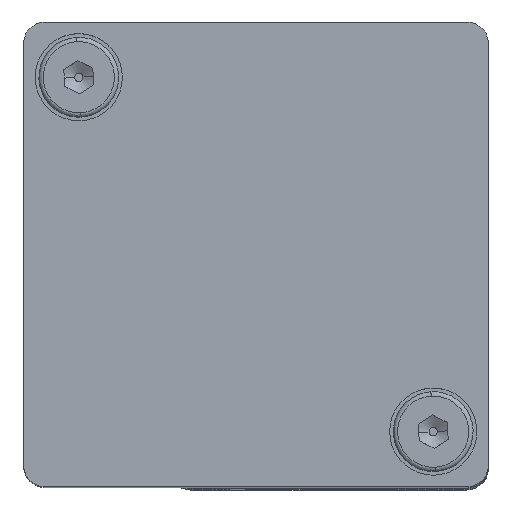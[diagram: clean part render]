
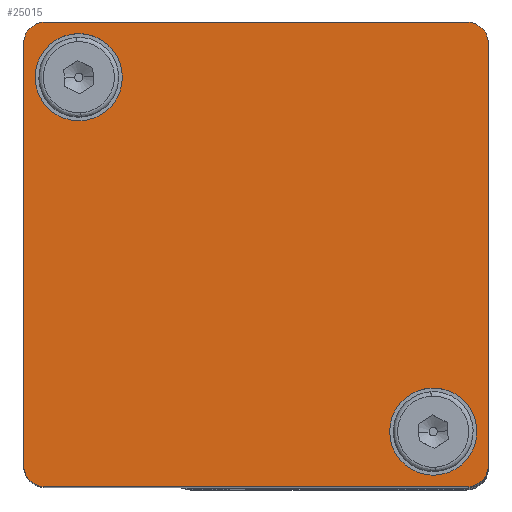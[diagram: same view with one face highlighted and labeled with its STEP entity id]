
A CAD part, top view. The second image highlights one B-rep face of the part: STEP entity #25015.
In plain terms, the highlighted face is planar.
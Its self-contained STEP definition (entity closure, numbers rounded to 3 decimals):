
#19961=CARTESIAN_POINT('',(7.2,24.75,15.2));
#19962=VERTEX_POINT('',#19961);
#19978=CARTESIAN_POINT('',(7.2,24.75,9.2));
#19979=VERTEX_POINT('',#19978);
#19986=CARTESIAN_POINT('',(7.2,24.75,12.2));
#19987=DIRECTION('',(0.0,-1.0,0.0));
#19988=DIRECTION('',(0.0,0.0,1.0));
#19989=AXIS2_PLACEMENT_3D('',#19986,#19987,#19988);
#19990=CIRCLE('',#19989,3.0);
#19991=EDGE_CURVE('',#19962,#19979,#19990,.T.);
#20003=CARTESIAN_POINT('',(-17.2,24.75,-9.2));
#20004=VERTEX_POINT('',#20003);
#20020=CARTESIAN_POINT('',(-17.2,24.75,-15.2));
#20021=VERTEX_POINT('',#20020);
#20028=CARTESIAN_POINT('',(-17.2,24.75,-12.2));
#20029=DIRECTION('',(0.0,-1.0,0.0));
#20030=DIRECTION('',(0.0,0.0,1.0));
#20031=AXIS2_PLACEMENT_3D('',#20028,#20029,#20030);
#20032=CIRCLE('',#20031,3.0);
#20033=EDGE_CURVE('',#20004,#20021,#20032,.T.);
#20045=CARTESIAN_POINT('',(-20.561,24.75,15.561));
#20046=VERTEX_POINT('',#20045);
#20062=CARTESIAN_POINT('',(-19.5,24.75,16.));
#20063=VERTEX_POINT('',#20062);
#20070=CARTESIAN_POINT('',(-19.5,24.75,14.5));
#20071=DIRECTION('',(0.0,-1.,0.0));
#20072=DIRECTION('',(-0.707,0.0,0.707));
#20073=AXIS2_PLACEMENT_3D('',#20070,#20071,#20072);
#20074=CIRCLE('',#20073,1.5);
#20075=EDGE_CURVE('',#20063,#20046,#20074,.T.);
#20087=CARTESIAN_POINT('',(-20.561,24.75,-15.561));
#20088=VERTEX_POINT('',#20087);
#20104=CARTESIAN_POINT('',(-21.0,24.75,-14.5));
#20105=VERTEX_POINT('',#20104);
#20112=CARTESIAN_POINT('',(-19.5,24.75,-14.5));
#20113=DIRECTION('',(0.0,-1.,0.0));
#20114=DIRECTION('',(-0.707,0.0,-0.707));
#20115=AXIS2_PLACEMENT_3D('',#20112,#20113,#20114);
#20116=CIRCLE('',#20115,1.5);
#20117=EDGE_CURVE('',#20105,#20088,#20116,.T.);
#20129=CARTESIAN_POINT('',(10.561,24.75,-15.561));
#20130=VERTEX_POINT('',#20129);
#20146=CARTESIAN_POINT('',(9.5,24.75,-16.0));
#20147=VERTEX_POINT('',#20146);
#20154=CARTESIAN_POINT('',(9.5,24.75,-14.5));
#20155=DIRECTION('',(0.0,-1.0,0.0));
#20156=DIRECTION('',(0.707,0.0,-0.707));
#20157=AXIS2_PLACEMENT_3D('',#20154,#20155,#20156);
#20158=CIRCLE('',#20157,1.5);
#20159=EDGE_CURVE('',#20147,#20130,#20158,.T.);
#20171=CARTESIAN_POINT('',(10.561,24.75,15.561));
#20172=VERTEX_POINT('',#20171);
#20188=CARTESIAN_POINT('',(11.0,24.75,14.5));
#20189=VERTEX_POINT('',#20188);
#20196=CARTESIAN_POINT('',(9.5,24.75,14.5));
#20197=DIRECTION('',(0.0,-1.,0.0));
#20198=DIRECTION('',(0.707,0.0,0.707));
#20199=AXIS2_PLACEMENT_3D('',#20196,#20197,#20198);
#20200=CIRCLE('',#20199,1.5);
#20201=EDGE_CURVE('',#20189,#20172,#20200,.T.);
#24132=CARTESIAN_POINT('',(-19.5,24.75,-16.));
#24133=VERTEX_POINT('',#24132);
#24140=CARTESIAN_POINT('',(-19.5,24.75,-16.));
#24141=DIRECTION('',(1.0,0.0,0.0));
#24142=VECTOR('',#24141,29.0);
#24143=LINE('',#24140,#24142);
#24144=EDGE_CURVE('',#24133,#20147,#24143,.T.);
#24895=CARTESIAN_POINT('',(9.5,24.75,16.));
#24896=VERTEX_POINT('',#24895);
#24897=CARTESIAN_POINT('',(9.5,24.75,14.5));
#24898=DIRECTION('',(0.0,-1.,0.0));
#24899=DIRECTION('',(0.707,0.0,0.707));
#24900=AXIS2_PLACEMENT_3D('',#24897,#24898,#24899);
#24901=CIRCLE('',#24900,1.5);
#24902=EDGE_CURVE('',#20172,#24896,#24901,.T.);
#24928=CARTESIAN_POINT('',(9.5,24.75,16.));
#24929=DIRECTION('',(-1.0,0.0,0.0));
#24930=VECTOR('',#24929,29.0);
#24931=LINE('',#24928,#24930);
#24932=EDGE_CURVE('',#24896,#20063,#24931,.T.);
#24944=CARTESIAN_POINT('',(0.,24.75,0.));
#24945=DIRECTION('',(0.0,1.0,0.0));
#24946=DIRECTION('',(0.0,0.0,1.0));
#24947=AXIS2_PLACEMENT_3D('',#24944,#24945,#24946);
#24948=PLANE('',#24947);
#24949=ORIENTED_EDGE('',*,*,#20201,.F.);
#24950=CARTESIAN_POINT('',(11.0,24.75,-14.5));
#24951=VERTEX_POINT('',#24950);
#24952=CARTESIAN_POINT('',(11.0,24.75,-14.5));
#24953=DIRECTION('',(0.0,0.0,1.0));
#24954=VECTOR('',#24953,29.0);
#24955=LINE('',#24952,#24954);
#24956=EDGE_CURVE('',#24951,#20189,#24955,.T.);
#24957=ORIENTED_EDGE('',*,*,#24956,.F.);
#24958=CARTESIAN_POINT('',(9.5,24.75,-14.5));
#24959=DIRECTION('',(0.0,-1.0,0.0));
#24960=DIRECTION('',(0.707,0.0,-0.707));
#24961=AXIS2_PLACEMENT_3D('',#24958,#24959,#24960);
#24962=CIRCLE('',#24961,1.5);
#24963=EDGE_CURVE('',#20130,#24951,#24962,.T.);
#24964=ORIENTED_EDGE('',*,*,#24963,.F.);
#24965=ORIENTED_EDGE('',*,*,#20159,.F.);
#24966=ORIENTED_EDGE('',*,*,#24144,.F.);
#24967=CARTESIAN_POINT('',(-19.5,24.75,-14.5));
#24968=DIRECTION('',(0.0,-1.,0.0));
#24969=DIRECTION('',(-0.707,0.0,-0.707));
#24970=AXIS2_PLACEMENT_3D('',#24967,#24968,#24969);
#24971=CIRCLE('',#24970,1.5);
#24972=EDGE_CURVE('',#20088,#24133,#24971,.T.);
#24973=ORIENTED_EDGE('',*,*,#24972,.F.);
#24974=ORIENTED_EDGE('',*,*,#20117,.F.);
#24975=CARTESIAN_POINT('',(-21.0,24.75,14.5));
#24976=VERTEX_POINT('',#24975);
#24977=CARTESIAN_POINT('',(-21.0,24.75,14.5));
#24978=DIRECTION('',(0.0,0.0,-1.0));
#24979=VECTOR('',#24978,29.);
#24980=LINE('',#24977,#24979);
#24981=EDGE_CURVE('',#24976,#20105,#24980,.T.);
#24982=ORIENTED_EDGE('',*,*,#24981,.F.);
#24983=CARTESIAN_POINT('',(-19.5,24.75,14.5));
#24984=DIRECTION('',(0.0,-1.,0.0));
#24985=DIRECTION('',(-0.707,0.0,0.707));
#24986=AXIS2_PLACEMENT_3D('',#24983,#24984,#24985);
#24987=CIRCLE('',#24986,1.5);
#24988=EDGE_CURVE('',#20046,#24976,#24987,.T.);
#24989=ORIENTED_EDGE('',*,*,#24988,.F.);
#24990=ORIENTED_EDGE('',*,*,#20075,.F.);
#24991=ORIENTED_EDGE('',*,*,#24932,.F.);
#24992=ORIENTED_EDGE('',*,*,#24902,.F.);
#24993=EDGE_LOOP('',(#24949,#24957,#24964,#24965,#24966,#24973,#24974,#24982,#24989,#24990,#24991,#24992));
#24994=FACE_OUTER_BOUND('',#24993,.T.);
#24995=ORIENTED_EDGE('',*,*,#20033,.T.);
#24996=CARTESIAN_POINT('',(-17.2,24.75,-12.2));
#24997=DIRECTION('',(0.0,-1.0,0.0));
#24998=DIRECTION('',(0.0,0.0,1.0));
#24999=AXIS2_PLACEMENT_3D('',#24996,#24997,#24998);
#25000=CIRCLE('',#24999,3.0);
#25001=EDGE_CURVE('',#20021,#20004,#25000,.T.);
#25002=ORIENTED_EDGE('',*,*,#25001,.T.);
#25003=EDGE_LOOP('',(#24995,#25002));
#25004=FACE_BOUND('',#25003,.T.);
#25005=ORIENTED_EDGE('',*,*,#19991,.T.);
#25006=CARTESIAN_POINT('',(7.2,24.75,12.2));
#25007=DIRECTION('',(0.0,-1.0,0.0));
#25008=DIRECTION('',(0.0,0.0,1.0));
#25009=AXIS2_PLACEMENT_3D('',#25006,#25007,#25008);
#25010=CIRCLE('',#25009,3.0);
#25011=EDGE_CURVE('',#19979,#19962,#25010,.T.);
#25012=ORIENTED_EDGE('',*,*,#25011,.T.);
#25013=EDGE_LOOP('',(#25005,#25012));
#25014=FACE_BOUND('',#25013,.T.);
#25015=ADVANCED_FACE('',(#24994,#25004,#25014),#24948,.T.);
